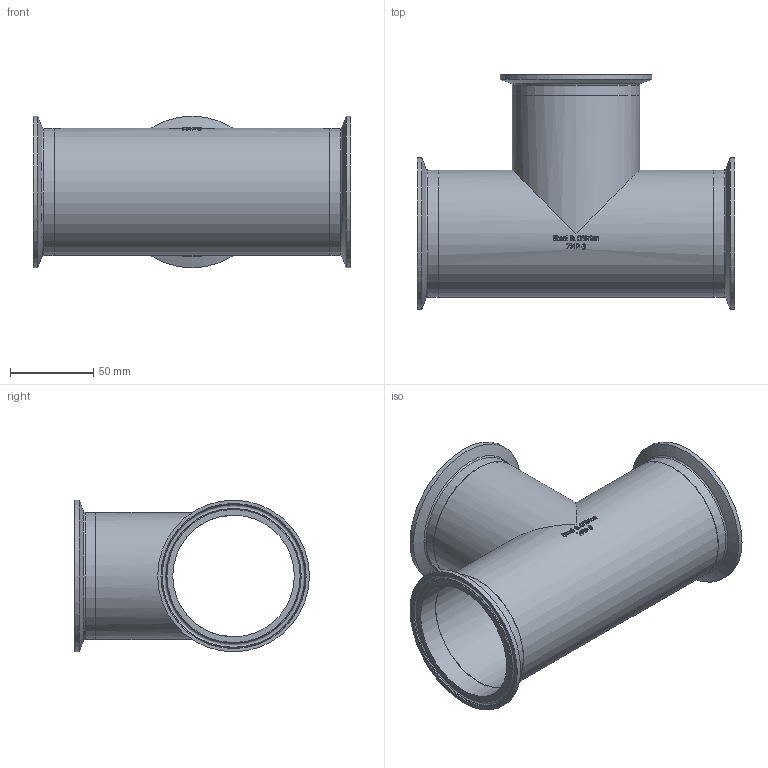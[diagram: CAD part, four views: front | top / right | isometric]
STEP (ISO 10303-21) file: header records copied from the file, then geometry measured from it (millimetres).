
FILE_DESCRIPTION(/* description */ (''),/* implementation_level */ '2;1');
FILE_NAME(/* name */ '7MP-3.stp',/* time_stamp */ '2019-02-01T14:07:49-05:00',/* author */ ('rick'),/* organization */ (''),/* preprocessor_version */ 'ST-DEVELOPER v15.2',/* originating_system */ 'Autodesk Inventor 2014',/* authorisation */ '');
FILE_SCHEMA (('AUTOMOTIVE_DESIGN { 1 0 10303 214 3 1 1 }'));
Length unit declared in the file: inch
Products named in the file (1): 7MP-3
Bounding box: 190.5 x 140.7 x 90.91 mm (x, y, z)
Volume: 113502.2 mm3; surface area: 124601.9 mm2
Topology: 1 solids, 1 shells, 346 faces, 899 edges, 591 vertices
Faces by surface type: bspline 146, plane 132, cylinder 41, torus 18, cone 9
Full cylindrical faces by diameter (mm): 72.898 x5, 76.2 x5, 90.907 x3
Entity records: 13062 total; most frequent: CARTESIAN_POINT 5494, ORIENTED_EDGE 1706, DIRECTION 1142, EDGE_CURVE 853, VERTEX_POINT 587, EDGE_LOOP 428, LINE 382, VECTOR 382
